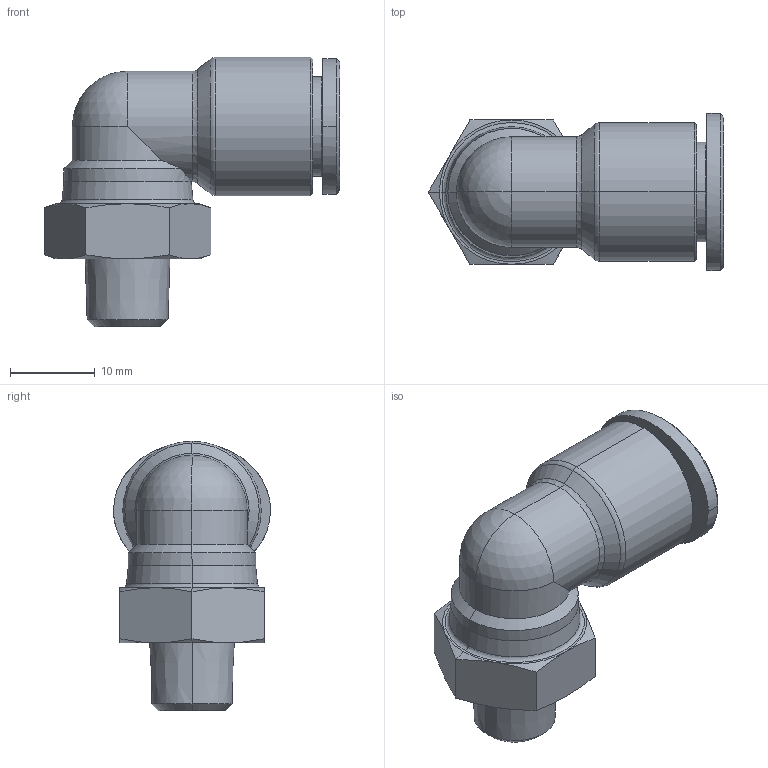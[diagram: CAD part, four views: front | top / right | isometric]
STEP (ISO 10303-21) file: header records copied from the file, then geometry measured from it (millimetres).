
FILE_DESCRIPTION((''),'2;1');
FILE_NAME('GPL 1001(3D).stp','2012-12-20T19:03:33',(''),(''),'Mechanical Desktop.R8.0.24.0','Mechanical Desktop.R8.0.24.0',', , ');
FILE_SCHEMA(('CONFIG_CONTROL_DESIGN'));
Length unit declared in the file: millimetre
Products named in the file (2): GPL 1001(3D); ºÎÇ°1
Assembly tree (1 placements, depth 2):
  GPL 1001(3D)
    ºÎÇ°1
Bounding box: 34.81 x 18.5 x 31.75 mm (x, y, z)
Volume: 6112.3 mm3; surface area: 3712.4 mm2
Topology: 1 solids, 1 shells, 455 faces, 1267 edges, 829 vertices
Faces by surface type: plane 390, cone 34, cylinder 15, bspline 12, sphere 2, torus 2
Entity records: 14907 total; most frequent: CARTESIAN_POINT 3226, ORIENTED_EDGE 2530, DIRECTION 2192, EDGE_CURVE 1265, VECTOR 1142, LINE 1142, VERTEX_POINT 829, AXIS2_PLACEMENT_3D 525
